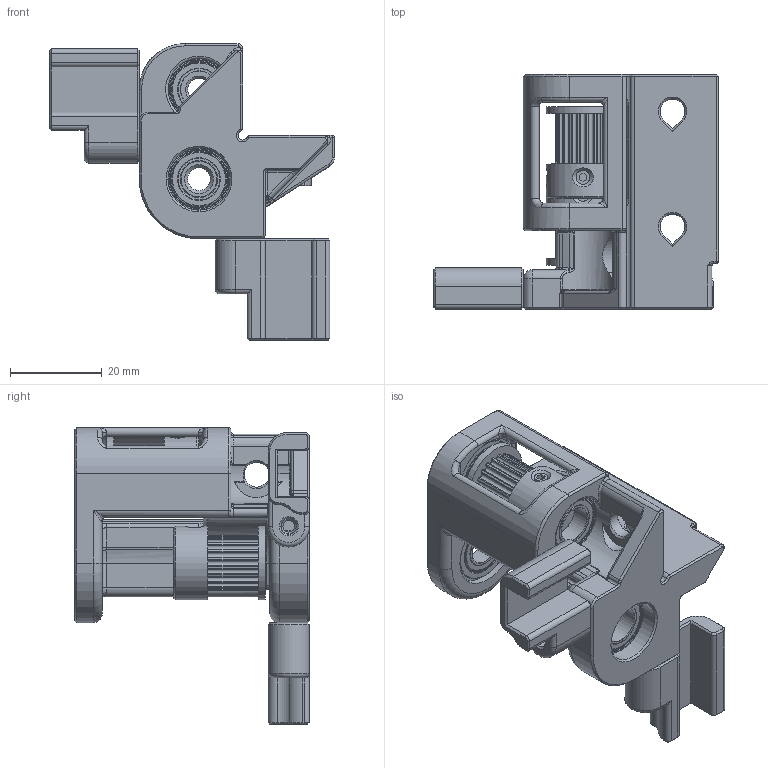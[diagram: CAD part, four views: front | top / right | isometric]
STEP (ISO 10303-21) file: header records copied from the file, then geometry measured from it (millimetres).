
FILE_DESCRIPTION(/* description */ (''),/* implementation_level */ '2;1');
FILE_NAME(/* name */ 'XDrive_MF148.step',/* time_stamp */ '2024-05-24T10:49:55-04:00',/* author */ (''),/* organization */ (''),/* preprocessor_version */ 'ST-DEVELOPER v20',/* originating_system */ 'Autodesk Translation Framework v13.14.0.145',/* authorisation */ '');
FILE_SCHEMA (('AUTOMOTIVE_DESIGN { 1 0 10303 214 3 1 1 }'));
Length unit declared in the file: millimetre
Products named in the file (8): XDrive_MF148_DoubleShearDoublePulley; Bearings and Pulleys; Mellow GT2 20T 9mm Pulley; MF148-2Z; 7804K146_Stainless Steel Ball Bearing; XDrive_MF148; Endstop_Y-MIN; Endstop_X-MAX
Assembly tree (11 placements, depth 4):
  XDrive_MF148_DoubleShearDoublePulley
    Bearings and Pulleys
      MF148-2Z  x4
        7804K146_Stainless Steel Ball Bearing
      Mellow GT2 20T 9mm Pulley  x2
    XDrive_MF148
    Endstop_Y-MIN
    Endstop_X-MAX
Bounding box: 62.03 x 51.1 x 64.62 mm (x, y, z)
Volume: 32566.3 mm3; surface area: 23520.1 mm2
Topology: 65 solids, 65 shells, 1035 faces, 2490 edges, 1535 vertices
Faces by surface type: cylinder 353, plane 346, cone 122, torus 112, bspline 54, sphere 48
Full cylindrical faces by diameter (mm): 2.5 x2, 3 x8, 3.4 x2, 5 x2, 8 x4, 9.2 x8, 9.3 x8, 12.08 x8, 12.8 x16, 13.5 x4, 13.84 x4, 14 x4, 15.6 x4, 16 x4, 17.1 x4
Entity records: 24574 total; most frequent: CARTESIAN_POINT 7518, DIRECTION 3657, ORIENTED_EDGE 3414, EDGE_CURVE 1707, AXIS2_PLACEMENT_3D 1375, VERTEX_POINT 1054, LINE 907, VECTOR 907
